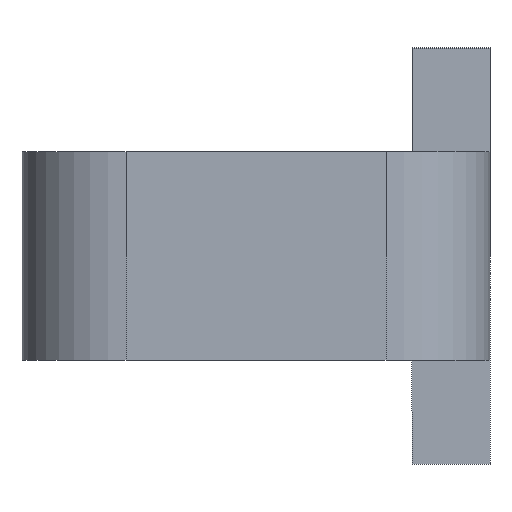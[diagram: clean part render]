
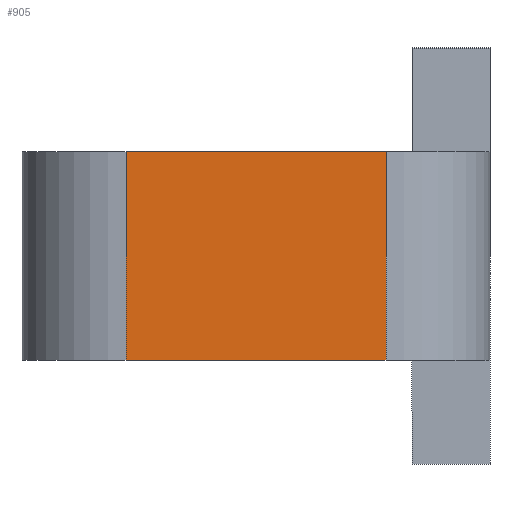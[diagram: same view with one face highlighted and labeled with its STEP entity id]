
A CAD part, left-side view. The second image highlights one B-rep face of the part: STEP entity #905.
In plain terms, the highlighted planar face has unit normal (-1, 0, 0).
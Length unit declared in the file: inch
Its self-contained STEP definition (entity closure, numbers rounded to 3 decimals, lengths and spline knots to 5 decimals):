
#18 = VERTEX_POINT ( 'NONE', #399 ) ;
#27 = LINE ( 'NONE', #829, #417 ) ;
#30 = ORIENTED_EDGE ( 'NONE', *, *, #172, .T. ) ;
#41 = CARTESIAN_POINT ( 'NONE',  ( -0.075, 0.02, -0.02 ) ) ;
#54 = FACE_OUTER_BOUND ( 'NONE', #302, .T. ) ;
#126 = ORIENTED_EDGE ( 'NONE', *, *, #742, .T. ) ;
#157 = CARTESIAN_POINT ( 'NONE',  ( -0.075, 0.07, 0.02 ) ) ;
#172 = EDGE_CURVE ( 'NONE', #982, #18, #181, .T. ) ;
#181 = LINE ( 'NONE', #41, #954 ) ;
#198 = DIRECTION ( 'NONE',  ( 0., -1., 0. ) ) ;
#246 = VECTOR ( 'NONE', #654, 39.37008 ) ;
#269 = CARTESIAN_POINT ( 'NONE',  ( -0.075, 0.07, -0.02 ) ) ;
#280 = ORIENTED_EDGE ( 'NONE', *, *, #458, .F. ) ;
#285 = AXIS2_PLACEMENT_3D ( 'NONE', #693, #301, #198 ) ;
#301 = DIRECTION ( 'NONE',  ( -1., 0., 0. ) ) ;
#302 = EDGE_LOOP ( 'NONE', ( #30, #667, #280, #126 ) ) ;
#309 = VERTEX_POINT ( 'NONE', #157 ) ;
#380 = PLANE ( 'NONE',  #285 ) ;
#399 = CARTESIAN_POINT ( 'NONE',  ( -0.075, 0.02, 0.02 ) ) ;
#417 = VECTOR ( 'NONE', #575, 39.37008 ) ;
#458 = EDGE_CURVE ( 'NONE', #669, #309, #27, .T. ) ;
#575 = DIRECTION ( 'NONE',  ( 0., 0., 1. ) ) ;
#597 = CARTESIAN_POINT ( 'NONE',  ( -0.075, 0.07, 0.02 ) ) ;
#651 = DIRECTION ( 'NONE',  ( 0., 0., 1. ) ) ;
#654 = DIRECTION ( 'NONE',  ( 0., -1., 0. ) ) ;
#667 = ORIENTED_EDGE ( 'NONE', *, *, #889, .F. ) ;
#669 = VERTEX_POINT ( 'NONE', #680 ) ;
#680 = CARTESIAN_POINT ( 'NONE',  ( -0.075, 0.07, -0.02 ) ) ;
#693 = CARTESIAN_POINT ( 'NONE',  ( -0.075, 0.07, -0.02 ) ) ;
#729 = VECTOR ( 'NONE', #775, 39.37008 ) ;
#742 = EDGE_CURVE ( 'NONE', #669, #982, #831, .T. ) ;
#775 = DIRECTION ( 'NONE',  ( 0., -1., 0. ) ) ;
#829 = CARTESIAN_POINT ( 'NONE',  ( -0.075, 0.07, -0.02 ) ) ;
#831 = LINE ( 'NONE', #269, #246 ) ;
#847 = CARTESIAN_POINT ( 'NONE',  ( -0.075, 0.02, -0.02 ) ) ;
#889 = EDGE_CURVE ( 'NONE', #309, #18, #1015, .T. ) ;
#905 = ADVANCED_FACE ( 'NONE', ( #54 ), #380, .T. ) ;
#954 = VECTOR ( 'NONE', #651, 39.37008 ) ;
#982 = VERTEX_POINT ( 'NONE', #847 ) ;
#1015 = LINE ( 'NONE', #597, #729 ) ;
